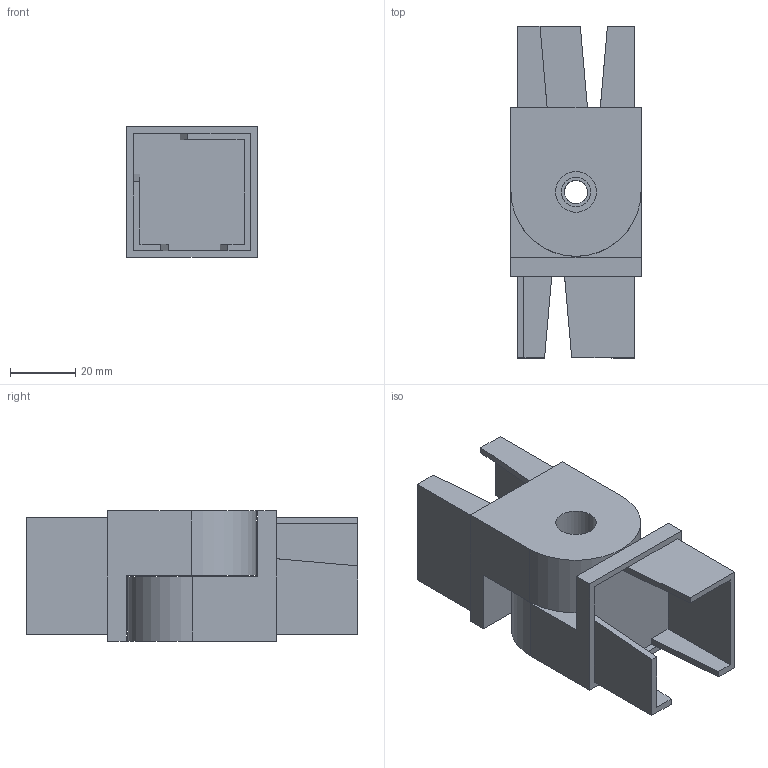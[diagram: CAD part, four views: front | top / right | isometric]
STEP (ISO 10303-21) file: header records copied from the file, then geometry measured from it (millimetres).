
FILE_DESCRIPTION(/* description */ (''),/* implementation_level */ '2;1');
FILE_NAME(/* name */ 'Stecksysteme_X76.stp',/* time_stamp */ '2017-07-27T22:48:41+02:00',/* author */ (''),/* organization */ (''),/* preprocessor_version */ 'ST-DEVELOPER v16',/* originating_system */ 'SIEMENS PLM Software NX 11.0',/* authorisation */ '');
FILE_SCHEMA (('AUTOMOTIVE_DESIGN { 1 0 10303 214 3 1 1 1 }'));
Length unit declared in the file: millimetre
Products named in the file (1): Goge2304B54Erny0
Bounding box: 40 x 102 x 40 mm (x, y, z)
Volume: 76046.8 mm3; surface area: 27503.5 mm2
Topology: 2 solids, 2 shells, 64 faces, 164 edges, 107 vertices
Faces by surface type: plane 56, cylinder 6, bspline 2
Full cylindrical faces by diameter (mm): 9 x1, 12.5 x1
Entity records: 6284 total; most frequent: CARTESIAN_POINT 4711, ORIENTED_EDGE 322, DIRECTION 289, EDGE_CURVE 161, LINE 141, VECTOR 141, VERTEX_POINT 106, AXIS2_PLACEMENT_3D 74
